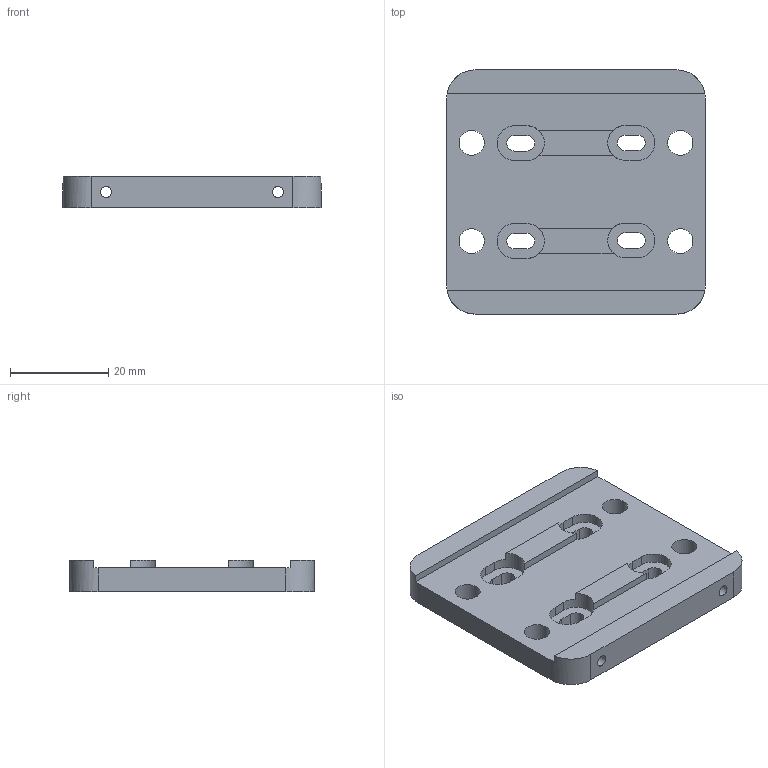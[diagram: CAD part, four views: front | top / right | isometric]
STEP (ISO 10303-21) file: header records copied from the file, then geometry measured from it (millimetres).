
FILE_DESCRIPTION(/* description */ (''),/* implementation_level */ '2;1');
FILE_NAME(/* name */ '3fac7d50-5156-4c62-80d5-6ee2722d8812.stp',/* time_stamp */ '2016-03-13T03:16:14+00:00',/* author */ (''),/* organization */ (''),/* preprocessor_version */ 'ST-DEVELOPER v16.2',/* originating_system */ 'Autodesk Translation Framework v4.3.0.3010',/* authorisation */ '');
FILE_SCHEMA (('AUTOMOTIVE_DESIGN { 1 0 10303 214 3 1 1 }'));
Length unit declared in the file: centimetre
Products named in the file (2): HWIN SINGLE.f3d v3; HWIN SINGLE
Assembly tree (1 placements, depth 2):
  HWIN SINGLE.f3d v3
    HWIN SINGLE
Bounding box: 52.65 x 49.75 x 6.35 mm (x, y, z)
Volume: 12059.3 mm3; surface area: 7696.2 mm2
Topology: 1 solids, 1 shells, 62 faces, 178 edges, 120 vertices
Faces by surface type: plane 36, cylinder 26
Full cylindrical faces by diameter (mm): 2.3 x2, 5.1 x4
Entity records: 2076 total; most frequent: DIRECTION 362, CARTESIAN_POINT 349, ORIENTED_EDGE 336, EDGE_CURVE 168, AXIS2_PLACEMENT_3D 129, VERTEX_POINT 116, LINE 104, VECTOR 104
